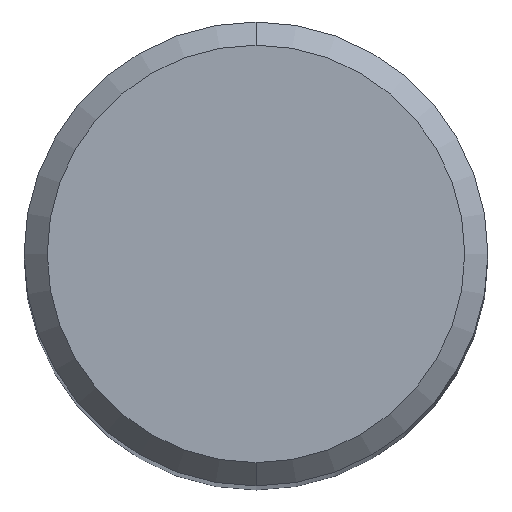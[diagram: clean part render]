
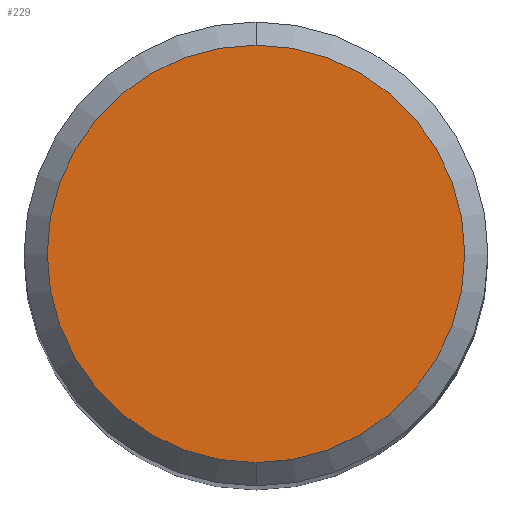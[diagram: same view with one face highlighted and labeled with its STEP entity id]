
A CAD part, top view. The second image highlights one B-rep face of the part: STEP entity #229.
In plain terms, the highlighted planar face has unit normal (0, 0, 1).
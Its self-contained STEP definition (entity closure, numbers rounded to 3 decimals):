
#223=EDGE_CURVE('',#399,#297,#522,.T.);
#229=ADVANCED_FACE('',(#529),#530,.T.);
#253=EDGE_CURVE('',#297,#399,#555,.T.);
#297=VERTEX_POINT('',#606);
#399=VERTEX_POINT('',#713);
#522=CIRCLE('',#893,3.6);
#529=FACE_OUTER_BOUND('',#900,.T.);
#530=PLANE('',#901);
#555=CIRCLE('',#957,3.6);
#606=CARTESIAN_POINT('',(0.0,3.6,0.0));
#713=CARTESIAN_POINT('',(0.,-3.6,0.0));
#893=AXIS2_PLACEMENT_3D('',#1481,#1482,#1483);
#900=EDGE_LOOP('',(#1501,#1502));
#901=AXIS2_PLACEMENT_3D('',#1503,#1504,#1505);
#957=AXIS2_PLACEMENT_3D('',#1514,#1515,#1516);
#1481=CARTESIAN_POINT('',(0.0,0.0,0.0));
#1482=DIRECTION('',(0.0,0.0,-1.0));
#1483=DIRECTION('',(0.0,1.0,0.0));
#1501=ORIENTED_EDGE('',*,*,#253,.F.);
#1502=ORIENTED_EDGE('',*,*,#223,.F.);
#1503=CARTESIAN_POINT('',(0.0,1.8,0.0));
#1504=DIRECTION('',(-0.0,0.0,1.0));
#1505=DIRECTION('',(0.0,-1.0,0.0));
#1514=CARTESIAN_POINT('',(0.0,0.0,0.0));
#1515=DIRECTION('',(0.0,0.0,-1.0));
#1516=DIRECTION('',(0.0,1.0,0.0));
